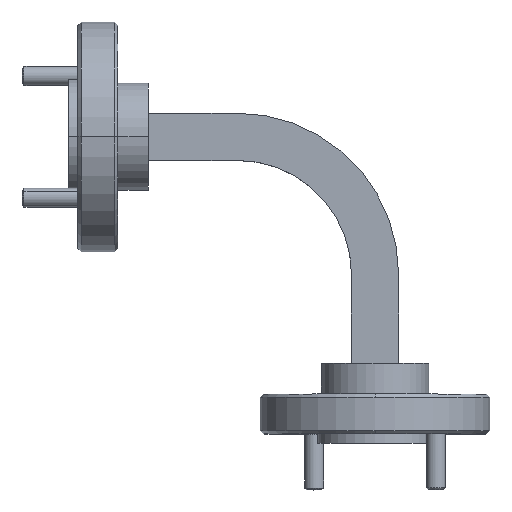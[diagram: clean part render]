
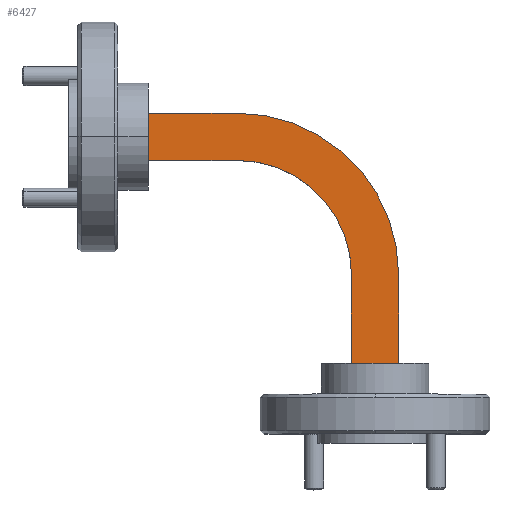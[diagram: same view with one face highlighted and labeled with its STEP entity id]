
A CAD part, top view. The second image highlights one B-rep face of the part: STEP entity #6427.
In plain terms, the highlighted planar face has unit normal (0, 0, 1).
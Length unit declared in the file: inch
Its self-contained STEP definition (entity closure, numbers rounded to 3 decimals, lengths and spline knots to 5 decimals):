
#34 = VERTEX_POINT ( 'NONE', #762 ) ;
#234 = CIRCLE ( 'NONE', #1984, 0.373 ) ;
#245 = CARTESIAN_POINT ( 'NONE',  ( 0.55, -0.077, 0.114 ) ) ;
#680 = DIRECTION ( 'NONE',  ( 0., -1., 0. ) ) ;
#762 = CARTESIAN_POINT ( 'NONE',  ( 1.077, -0.74, 0.114 ) ) ;
#802 = ORIENTED_EDGE ( 'NONE', *, *, #4948, .F. ) ;
#1085 = LINE ( 'NONE', #1957, #6758 ) ;
#1134 = ORIENTED_EDGE ( 'NONE', *, *, #6185, .F. ) ;
#1189 = CARTESIAN_POINT ( 'NONE',  ( 0.55, -0.45, 0.114 ) ) ;
#1372 = AXIS2_PLACEMENT_3D ( 'NONE', #3827, #2777, #4991 ) ;
#1531 = VERTEX_POINT ( 'NONE', #3346 ) ;
#1572 = LINE ( 'NONE', #4788, #7058 ) ;
#1957 = CARTESIAN_POINT ( 'NONE',  ( 0.26, -0.077, 0.114 ) ) ;
#1984 = AXIS2_PLACEMENT_3D ( 'NONE', #1189, #4052, #4585 ) ;
#1985 = VERTEX_POINT ( 'NONE', #3725 ) ;
#2080 = EDGE_CURVE ( 'NONE', #6103, #1985, #3360, .T. ) ;
#2201 = VERTEX_POINT ( 'NONE', #3288 ) ;
#2413 = ORIENTED_EDGE ( 'NONE', *, *, #4086, .T. ) ;
#2472 = CARTESIAN_POINT ( 'NONE',  ( 0.55, 0.077, 0.114 ) ) ;
#2492 = PLANE ( 'NONE',  #3592 ) ;
#2564 = DIRECTION ( 'NONE',  ( -1., 0., 0. ) ) ;
#2675 = EDGE_CURVE ( 'NONE', #1985, #34, #4140, .T. ) ;
#2777 = DIRECTION ( 'NONE',  ( 0., 0., -1. ) ) ;
#2813 = ORIENTED_EDGE ( 'NONE', *, *, #3404, .F. ) ;
#2820 = EDGE_LOOP ( 'NONE', ( #1134, #6385, #5332, #2413, #2813, #802, #4747, #6802 ) ) ;
#3085 = CARTESIAN_POINT ( 'NONE',  ( 0.55, -0.077, 0.114 ) ) ;
#3288 = CARTESIAN_POINT ( 'NONE',  ( 0.26, 0.077, 0.114 ) ) ;
#3346 = CARTESIAN_POINT ( 'NONE',  ( 0.26, -0.077, 0.114 ) ) ;
#3360 = CIRCLE ( 'NONE', #1372, 0.527 ) ;
#3404 = EDGE_CURVE ( 'NONE', #1531, #2201, #1085, .T. ) ;
#3522 = VECTOR ( 'NONE', #6721, 39.37008 ) ;
#3592 = AXIS2_PLACEMENT_3D ( 'NONE', #3085, #4243, #3673 ) ;
#3673 = DIRECTION ( 'NONE',  ( 1., 0., 0. ) ) ;
#3725 = CARTESIAN_POINT ( 'NONE',  ( 1.077, -0.45, 0.114 ) ) ;
#3827 = CARTESIAN_POINT ( 'NONE',  ( 0.55, -0.45, 0.114 ) ) ;
#4052 = DIRECTION ( 'NONE',  ( 0., 0., -1. ) ) ;
#4086 = EDGE_CURVE ( 'NONE', #6103, #2201, #4739, .T. ) ;
#4092 = CARTESIAN_POINT ( 'NONE',  ( 0.923, -0.45, 0.114 ) ) ;
#4105 = CARTESIAN_POINT ( 'NONE',  ( 1.077, -0.45, 0.114 ) ) ;
#4140 = LINE ( 'NONE', #4105, #3522 ) ;
#4143 = VECTOR ( 'NONE', #5120, 39.37008 ) ;
#4243 = DIRECTION ( 'NONE',  ( 0., 0., 1. ) ) ;
#4370 = CARTESIAN_POINT ( 'NONE',  ( 0.923, -0.74, 0.114 ) ) ;
#4465 = LINE ( 'NONE', #6698, #4143 ) ;
#4585 = DIRECTION ( 'NONE',  ( -1., 0., 0. ) ) ;
#4622 = EDGE_CURVE ( 'NONE', #5482, #6311, #234, .T. ) ;
#4739 = LINE ( 'NONE', #6206, #6448 ) ;
#4747 = ORIENTED_EDGE ( 'NONE', *, *, #4622, .T. ) ;
#4788 = CARTESIAN_POINT ( 'NONE',  ( 0.55, -0.077, 0.114 ) ) ;
#4948 = EDGE_CURVE ( 'NONE', #5482, #1531, #1572, .T. ) ;
#4991 = DIRECTION ( 'NONE',  ( -1., 0., 0. ) ) ;
#5120 = DIRECTION ( 'NONE',  ( -1., 0., 0. ) ) ;
#5289 = DIRECTION ( 'NONE',  ( 0., 1., 0. ) ) ;
#5332 = ORIENTED_EDGE ( 'NONE', *, *, #2080, .F. ) ;
#5482 = VERTEX_POINT ( 'NONE', #245 ) ;
#5546 = CARTESIAN_POINT ( 'NONE',  ( 0.923, -0.45, 0.114 ) ) ;
#5595 = DIRECTION ( 'NONE',  ( -1., 0., 0. ) ) ;
#5854 = LINE ( 'NONE', #5546, #6946 ) ;
#6062 = EDGE_CURVE ( 'NONE', #6311, #6844, #5854, .T. ) ;
#6081 = FACE_OUTER_BOUND ( 'NONE', #2820, .T. ) ;
#6103 = VERTEX_POINT ( 'NONE', #2472 ) ;
#6185 = EDGE_CURVE ( 'NONE', #34, #6844, #4465, .T. ) ;
#6206 = CARTESIAN_POINT ( 'NONE',  ( 0.55, 0.077, 0.114 ) ) ;
#6311 = VERTEX_POINT ( 'NONE', #4092 ) ;
#6385 = ORIENTED_EDGE ( 'NONE', *, *, #2675, .F. ) ;
#6427 = ADVANCED_FACE ( 'NONE', ( #6081 ), #2492, .T. ) ;
#6448 = VECTOR ( 'NONE', #5595, 39.37008 ) ;
#6698 = CARTESIAN_POINT ( 'NONE',  ( 0.55, -0.74, 0.114 ) ) ;
#6721 = DIRECTION ( 'NONE',  ( 0., -1., 0. ) ) ;
#6758 = VECTOR ( 'NONE', #5289, 39.37008 ) ;
#6802 = ORIENTED_EDGE ( 'NONE', *, *, #6062, .T. ) ;
#6844 = VERTEX_POINT ( 'NONE', #4370 ) ;
#6946 = VECTOR ( 'NONE', #680, 39.37008 ) ;
#7058 = VECTOR ( 'NONE', #2564, 39.37008 ) ;
